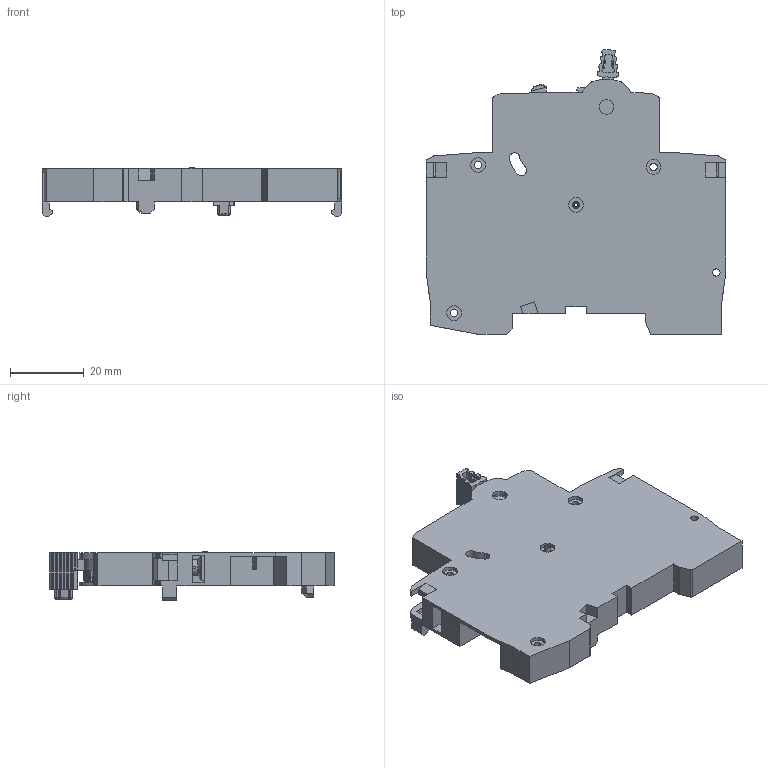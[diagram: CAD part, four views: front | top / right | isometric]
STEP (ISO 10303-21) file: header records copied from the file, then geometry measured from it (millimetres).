
FILE_DESCRIPTION (( 'STEP AP203' ), '1' );
FILE_NAME ('GMCB-ALM11.step', '2020-06-16T21:02:10', ( '' ), ( '' ), 'SwSTEP 2.0', 'SolidWorks 2019', '' );
FILE_SCHEMA (( 'CONFIG_CONTROL_DESIGN' ));
Length unit declared in the file: inch
Products named in the file (1): GMCB-ALM11
Bounding box: 81 x 77 x 13.52 mm (x, y, z)
Volume: 34678.9 mm3; surface area: 17257.1 mm2
Topology: 11 solids, 11 shells, 649 faces, 1763 edges, 1148 vertices
Faces by surface type: plane 382, cylinder 237, bspline 15, cone 10, torus 5
Entity records: 21309 total; most frequent: CARTESIAN_POINT 4536, ORIENTED_EDGE 3526, DIRECTION 3458, EDGE_CURVE 1763, LINE 1204, VECTOR 1204, VERTEX_POINT 1148, AXIS2_PLACEMENT_3D 1127
